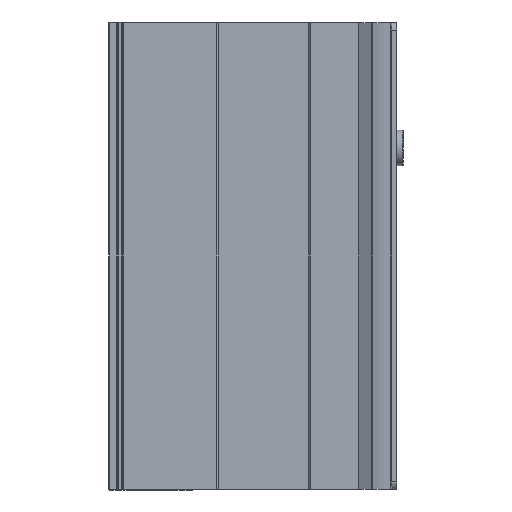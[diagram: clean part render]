
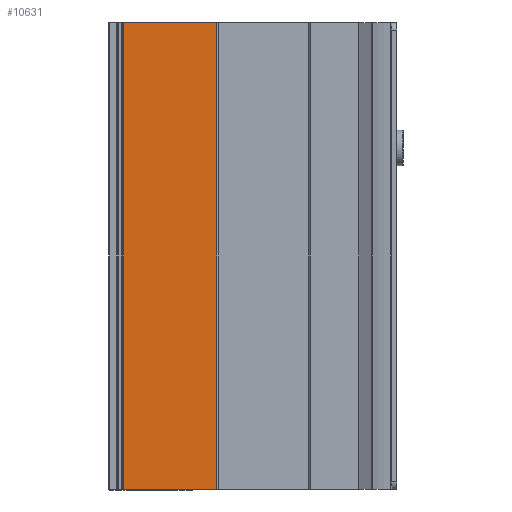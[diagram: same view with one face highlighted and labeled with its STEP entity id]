
A CAD part, front view. The second image highlights one B-rep face of the part: STEP entity #10631.
In plain terms, the highlighted planar face has unit normal (0, -1, 0).
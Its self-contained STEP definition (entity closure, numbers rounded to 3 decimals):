
#1627=ORIENTED_EDGE('',*,*,#4157,.T.);
#1628=ORIENTED_EDGE('',*,*,#4250,.F.);
#1629=ORIENTED_EDGE('',*,*,#4078,.F.);
#1630=ORIENTED_EDGE('',*,*,#4249,.T.);
#4078=EDGE_CURVE('',#5417,#5418,#6454,.T.);
#4157=EDGE_CURVE('',#5496,#5495,#6484,.T.);
#4249=EDGE_CURVE('',#5417,#5496,#6534,.T.);
#4250=EDGE_CURVE('',#5418,#5495,#6535,.T.);
#5417=VERTEX_POINT('',#17006);
#5418=VERTEX_POINT('',#17008);
#5495=VERTEX_POINT('',#17164);
#5496=VERTEX_POINT('',#17166);
#6454=LINE('',#17007,#7059);
#6484=LINE('',#17165,#7089);
#6534=LINE('',#17487,#7139);
#6535=LINE('',#17489,#7140);
#7059=VECTOR('',#13370,1000.);
#7089=VECTOR('',#13500,1000.);
#7139=VECTOR('',#13654,1000.);
#7140=VECTOR('',#13657,1000.);
#7645=EDGE_LOOP('',(#1627,#1628,#1629,#1630));
#9000=FACE_BOUND('',#7645,.T.);
#10295=PLANE('',#11843);
#10631=ADVANCED_FACE('',(#9000),#10295,.F.);
#11843=AXIS2_PLACEMENT_3D('',#17488,#13655,#13656);
#13370=DIRECTION('',(1.,0.,0.));
#13500=DIRECTION('',(1.,0.,0.));
#13654=DIRECTION('',(0.,0.,-1.));
#13655=DIRECTION('',(0.,1.,0.));
#13656=DIRECTION('',(0.,0.,1.));
#13657=DIRECTION('',(0.,0.,-1.));
#17006=CARTESIAN_POINT('',(69.,-23.,184.));
#17007=CARTESIAN_POINT('',(69.,-23.,184.));
#17008=CARTESIAN_POINT('',(105.5,-23.,184.));
#17164=CARTESIAN_POINT('',(105.5,-23.,0.));
#17165=CARTESIAN_POINT('',(69.,-23.,0.));
#17166=CARTESIAN_POINT('',(69.,-23.,0.));
#17487=CARTESIAN_POINT('',(69.,-23.,184.));
#17488=CARTESIAN_POINT('',(69.,-23.,184.));
#17489=CARTESIAN_POINT('',(105.5,-23.,184.));
